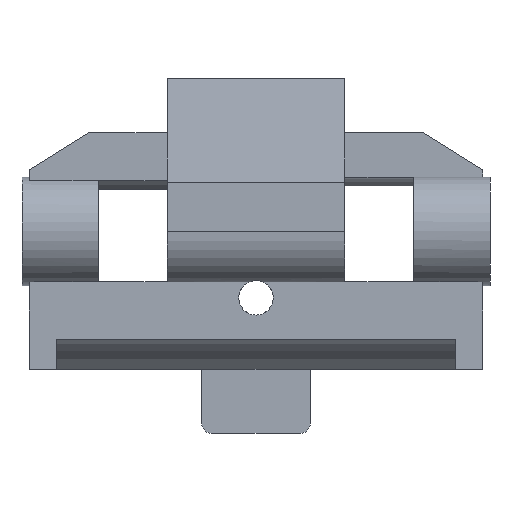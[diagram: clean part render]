
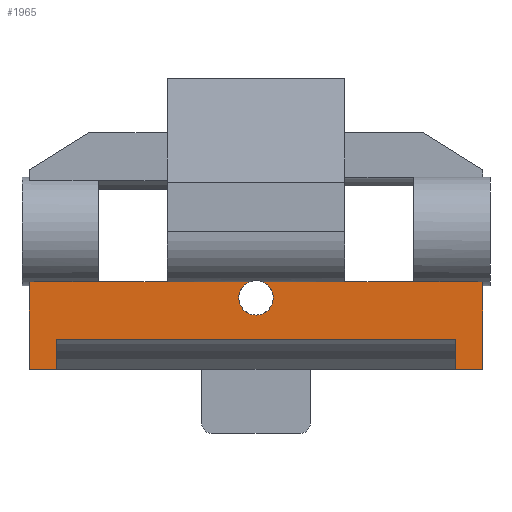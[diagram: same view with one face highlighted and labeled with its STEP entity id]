
A CAD part, front view. The second image highlights one B-rep face of the part: STEP entity #1965.
In plain terms, the highlighted planar face has unit normal (0, -1, 0).
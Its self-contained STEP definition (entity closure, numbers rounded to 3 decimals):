
#17 = VERTEX_POINT ( 'NONE', #4516 ) ;
#110 = ORIENTED_EDGE ( 'NONE', *, *, #269, .F. ) ;
#128 = ORIENTED_EDGE ( 'NONE', *, *, #4472, .T. ) ;
#149 = EDGE_CURVE ( 'NONE', #559, #1323, #1211, .T. ) ;
#159 = DIRECTION ( 'NONE',  ( 0., 0., 1. ) ) ;
#238 = CIRCLE ( 'NONE', #3045, 1.75 ) ;
#239 = CARTESIAN_POINT ( 'NONE',  ( -23., 0., -24. ) ) ;
#269 = EDGE_CURVE ( 'NONE', #559, #940, #3971, .T. ) ;
#282 = LINE ( 'NONE', #4398, #818 ) ;
#323 = VECTOR ( 'NONE', #4875, 1000. ) ;
#328 = EDGE_CURVE ( 'NONE', #3650, #2756, #4843, .T. ) ;
#414 = VERTEX_POINT ( 'NONE', #3232 ) ;
#415 = FACE_OUTER_BOUND ( 'NONE', #2123, .T. ) ;
#427 = CARTESIAN_POINT ( 'NONE',  ( -23., 0., -15.123 ) ) ;
#431 = EDGE_CURVE ( 'NONE', #1522, #414, #2494, .T. ) ;
#505 = VECTOR ( 'NONE', #2492, 1000. ) ;
#558 = VERTEX_POINT ( 'NONE', #1852 ) ;
#559 = VERTEX_POINT ( 'NONE', #3383 ) ;
#723 = ORIENTED_EDGE ( 'NONE', *, *, #2165, .F. ) ;
#777 = PLANE ( 'NONE',  #2018 ) ;
#810 = VERTEX_POINT ( 'NONE', #3210 ) ;
#812 = LINE ( 'NONE', #427, #3793 ) ;
#816 = DIRECTION ( 'NONE',  ( 0., 0., -1. ) ) ;
#818 = VECTOR ( 'NONE', #1783, 1000. ) ;
#922 = ORIENTED_EDGE ( 'NONE', *, *, #1723, .F. ) ;
#929 = CARTESIAN_POINT ( 'NONE',  ( 23., 0., -24. ) ) ;
#940 = VERTEX_POINT ( 'NONE', #3306 ) ;
#960 = CARTESIAN_POINT ( 'NONE',  ( 23., 0., -24. ) ) ;
#963 = CARTESIAN_POINT ( 'NONE',  ( -23., 0., -24. ) ) ;
#1058 = CARTESIAN_POINT ( 'NONE',  ( -20.25, 0., -24. ) ) ;
#1129 = DIRECTION ( 'NONE',  ( 0., 1., 0. ) ) ;
#1211 = LINE ( 'NONE', #1658, #3788 ) ;
#1238 = CARTESIAN_POINT ( 'NONE',  ( 23., 0., -15.123 ) ) ;
#1321 = VECTOR ( 'NONE', #2750, 1000. ) ;
#1323 = VERTEX_POINT ( 'NONE', #239 ) ;
#1340 = VERTEX_POINT ( 'NONE', #4408 ) ;
#1423 = VERTEX_POINT ( 'NONE', #4159 ) ;
#1430 = ORIENTED_EDGE ( 'NONE', *, *, #4359, .T. ) ;
#1454 = DIRECTION ( 'NONE',  ( 0., 1., 0. ) ) ;
#1504 = ORIENTED_EDGE ( 'NONE', *, *, #4007, .F. ) ;
#1509 = DIRECTION ( 'NONE',  ( 0., 0., 1. ) ) ;
#1522 = VERTEX_POINT ( 'NONE', #2568 ) ;
#1549 = VECTOR ( 'NONE', #3209, 1000. ) ;
#1566 = CARTESIAN_POINT ( 'NONE',  ( -23., 0., -15.123 ) ) ;
#1658 = CARTESIAN_POINT ( 'NONE',  ( -23., 0., -3.749 ) ) ;
#1700 = EDGE_CURVE ( 'NONE', #1423, #3650, #1762, .T. ) ;
#1711 = EDGE_CURVE ( 'NONE', #4848, #2826, #2865, .T. ) ;
#1723 = EDGE_CURVE ( 'NONE', #1522, #4851, #2095, .T. ) ;
#1762 = LINE ( 'NONE', #963, #505 ) ;
#1772 = VECTOR ( 'NONE', #3683, 1000. ) ;
#1783 = DIRECTION ( 'NONE',  ( 1., 0., 0. ) ) ;
#1816 = ORIENTED_EDGE ( 'NONE', *, *, #3000, .T. ) ;
#1821 = ORIENTED_EDGE ( 'NONE', *, *, #4301, .F. ) ;
#1852 = CARTESIAN_POINT ( 'NONE',  ( 20.25, 0., -21. ) ) ;
#1965 = ADVANCED_FACE ( 'NONE', ( #415 ), #777, .F. ) ;
#2018 = AXIS2_PLACEMENT_3D ( 'NONE', #3072, #4233, #4610 ) ;
#2095 = LINE ( 'NONE', #4830, #4197 ) ;
#2123 = EDGE_LOOP ( 'NONE', ( #922, #3599, #4707, #4960, #1821, #110, #2565, #128, #1430, #1816, #723, #2621, #4082, #2549, #1504 ) ) ;
#2127 = CARTESIAN_POINT ( 'NONE',  ( 0., 0., -16.75 ) ) ;
#2130 = CARTESIAN_POINT ( 'NONE',  ( -0.645, 0., -15.123 ) ) ;
#2165 = EDGE_CURVE ( 'NONE', #1423, #558, #2487, .T. ) ;
#2244 = VECTOR ( 'NONE', #2527, 1000. ) ;
#2282 = DIRECTION ( 'NONE',  ( 0., 0., 1. ) ) ;
#2429 = EDGE_CURVE ( 'NONE', #17, #2756, #812, .T. ) ;
#2487 = LINE ( 'NONE', #2812, #2495 ) ;
#2492 = DIRECTION ( 'NONE',  ( 1., 0., 0. ) ) ;
#2494 = CIRCLE ( 'NONE', #4344, 1.75 ) ;
#2495 = VECTOR ( 'NONE', #159, 1000. ) ;
#2527 = DIRECTION ( 'NONE',  ( 1., 0., 0. ) ) ;
#2549 = ORIENTED_EDGE ( 'NONE', *, *, #2429, .F. ) ;
#2565 = ORIENTED_EDGE ( 'NONE', *, *, #149, .T. ) ;
#2568 = CARTESIAN_POINT ( 'NONE',  ( 0.645, 0., -15.123 ) ) ;
#2596 = CARTESIAN_POINT ( 'NONE',  ( 9., 0., -15.123 ) ) ;
#2621 = ORIENTED_EDGE ( 'NONE', *, *, #1700, .T. ) ;
#2633 = DIRECTION ( 'NONE',  ( 1., 0., 0. ) ) ;
#2667 = VECTOR ( 'NONE', #4006, 1000. ) ;
#2750 = DIRECTION ( 'NONE',  ( 1., 0., 0. ) ) ;
#2756 = VERTEX_POINT ( 'NONE', #1238 ) ;
#2796 = DIRECTION ( 'NONE',  ( 1., 0., 0. ) ) ;
#2812 = CARTESIAN_POINT ( 'NONE',  ( 20.25, 0., -24. ) ) ;
#2826 = VERTEX_POINT ( 'NONE', #2130 ) ;
#2856 = CARTESIAN_POINT ( 'NONE',  ( -23., 0., -15.123 ) ) ;
#2865 = LINE ( 'NONE', #3291, #2667 ) ;
#3000 = EDGE_CURVE ( 'NONE', #1340, #558, #3819, .T. ) ;
#3014 = LINE ( 'NONE', #4548, #3864 ) ;
#3045 = AXIS2_PLACEMENT_3D ( 'NONE', #4952, #1454, #1509 ) ;
#3072 = CARTESIAN_POINT ( 'NONE',  ( 0., 0., 0. ) ) ;
#3209 = DIRECTION ( 'NONE',  ( 0., 0., 1. ) ) ;
#3210 = CARTESIAN_POINT ( 'NONE',  ( -20.25, 0., -24. ) ) ;
#3232 = CARTESIAN_POINT ( 'NONE',  ( 0., 0., -18.5 ) ) ;
#3291 = CARTESIAN_POINT ( 'NONE',  ( -23., 0., -15.123 ) ) ;
#3306 = CARTESIAN_POINT ( 'NONE',  ( -16., 0., -15.123 ) ) ;
#3383 = CARTESIAN_POINT ( 'NONE',  ( -23., 0., -15.123 ) ) ;
#3407 = CARTESIAN_POINT ( 'NONE',  ( -9., 0., -15.123 ) ) ;
#3460 = CARTESIAN_POINT ( 'NONE',  ( -20.25, 0., -21. ) ) ;
#3492 = DIRECTION ( 'NONE',  ( 1., 0., 0. ) ) ;
#3599 = ORIENTED_EDGE ( 'NONE', *, *, #431, .T. ) ;
#3650 = VERTEX_POINT ( 'NONE', #960 ) ;
#3667 = LINE ( 'NONE', #1058, #323 ) ;
#3683 = DIRECTION ( 'NONE',  ( 1., 0., 0. ) ) ;
#3788 = VECTOR ( 'NONE', #816, 1000. ) ;
#3793 = VECTOR ( 'NONE', #3492, 1000. ) ;
#3819 = LINE ( 'NONE', #3460, #1321 ) ;
#3864 = VECTOR ( 'NONE', #2633, 1000. ) ;
#3971 = LINE ( 'NONE', #1566, #1772 ) ;
#4006 = DIRECTION ( 'NONE',  ( 1., 0., 0. ) ) ;
#4007 = EDGE_CURVE ( 'NONE', #4851, #17, #4821, .T. ) ;
#4082 = ORIENTED_EDGE ( 'NONE', *, *, #328, .T. ) ;
#4159 = CARTESIAN_POINT ( 'NONE',  ( 20.25, 0., -24. ) ) ;
#4197 = VECTOR ( 'NONE', #2796, 1000. ) ;
#4214 = EDGE_CURVE ( 'NONE', #414, #2826, #238, .T. ) ;
#4233 = DIRECTION ( 'NONE',  ( 0., 1., 0. ) ) ;
#4301 = EDGE_CURVE ( 'NONE', #940, #4848, #282, .T. ) ;
#4344 = AXIS2_PLACEMENT_3D ( 'NONE', #2127, #1129, #2282 ) ;
#4359 = EDGE_CURVE ( 'NONE', #810, #1340, #3667, .T. ) ;
#4398 = CARTESIAN_POINT ( 'NONE',  ( -23., 0., -15.123 ) ) ;
#4408 = CARTESIAN_POINT ( 'NONE',  ( -20.25, 0., -21. ) ) ;
#4472 = EDGE_CURVE ( 'NONE', #1323, #810, #3014, .T. ) ;
#4516 = CARTESIAN_POINT ( 'NONE',  ( 16., 0., -15.123 ) ) ;
#4548 = CARTESIAN_POINT ( 'NONE',  ( -23., 0., -24. ) ) ;
#4610 = DIRECTION ( 'NONE',  ( 0., 0., 1. ) ) ;
#4707 = ORIENTED_EDGE ( 'NONE', *, *, #4214, .T. ) ;
#4821 = LINE ( 'NONE', #2856, #2244 ) ;
#4830 = CARTESIAN_POINT ( 'NONE',  ( -23., 0., -15.123 ) ) ;
#4843 = LINE ( 'NONE', #929, #1549 ) ;
#4848 = VERTEX_POINT ( 'NONE', #3407 ) ;
#4851 = VERTEX_POINT ( 'NONE', #2596 ) ;
#4875 = DIRECTION ( 'NONE',  ( 0., 0., 1. ) ) ;
#4952 = CARTESIAN_POINT ( 'NONE',  ( 0., 0., -16.75 ) ) ;
#4960 = ORIENTED_EDGE ( 'NONE', *, *, #1711, .F. ) ;
